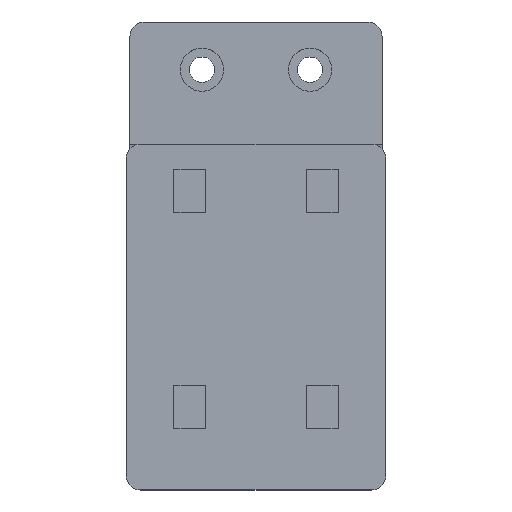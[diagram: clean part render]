
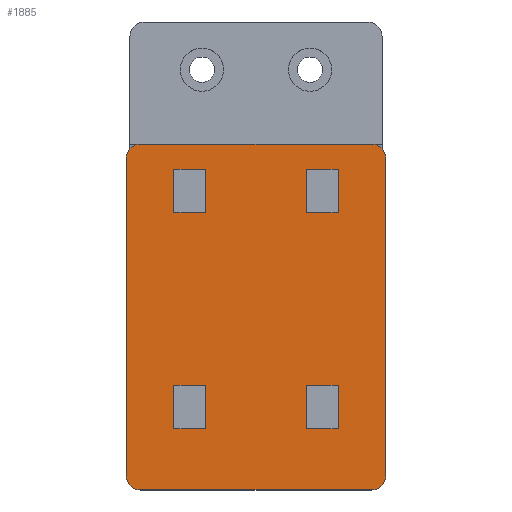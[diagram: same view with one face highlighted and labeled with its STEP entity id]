
A CAD part, top view. The second image highlights one B-rep face of the part: STEP entity #1885.
In plain terms, the highlighted planar face has unit normal (0, 0, 1).
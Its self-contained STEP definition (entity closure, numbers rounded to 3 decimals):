
#29=FACE_BOUND('',#179,.T.);
#30=FACE_BOUND('',#180,.T.);
#31=FACE_BOUND('',#181,.T.);
#32=FACE_BOUND('',#182,.T.);
#43=CIRCLE('',#1997,2.);
#44=CIRCLE('',#1998,2.);
#45=CIRCLE('',#1999,2.);
#46=CIRCLE('',#2000,2.);
#81=FACE_OUTER_BOUND('',#178,.T.);
#178=EDGE_LOOP('',(#1284,#1285,#1286,#1287,#1288,#1289,#1290,#1291));
#179=EDGE_LOOP('',(#1292,#1293,#1294,#1295));
#180=EDGE_LOOP('',(#1296,#1297,#1298,#1299));
#181=EDGE_LOOP('',(#1300,#1301,#1302,#1303));
#182=EDGE_LOOP('',(#1304,#1305,#1306,#1307));
#280=LINE('',#2618,#529);
#285=LINE('',#2629,#534);
#290=LINE('',#2639,#539);
#295=LINE('',#2650,#544);
#300=LINE('',#2661,#549);
#305=LINE('',#2671,#554);
#312=LINE('',#2685,#561);
#316=LINE('',#2696,#565);
#317=LINE('',#2700,#566);
#318=LINE('',#2704,#567);
#319=LINE('',#2707,#568);
#320=LINE('',#2709,#569);
#321=LINE('',#2710,#570);
#322=LINE('',#2712,#571);
#323=LINE('',#2714,#572);
#324=LINE('',#2715,#573);
#325=LINE('',#2717,#574);
#326=LINE('',#2718,#575);
#327=LINE('',#2720,#576);
#328=LINE('',#2721,#577);
#529=VECTOR('',#2116,10.);
#534=VECTOR('',#2123,10.);
#539=VECTOR('',#2132,10.);
#544=VECTOR('',#2139,10.);
#549=VECTOR('',#2146,10.);
#554=VECTOR('',#2155,10.);
#561=VECTOR('',#2166,10.);
#565=VECTOR('',#2174,10.);
#566=VECTOR('',#2177,10.);
#567=VECTOR('',#2180,10.);
#568=VECTOR('',#2183,10.);
#569=VECTOR('',#2184,10.);
#570=VECTOR('',#2185,10.);
#571=VECTOR('',#2186,10.);
#572=VECTOR('',#2187,10.);
#573=VECTOR('',#2188,10.);
#574=VECTOR('',#2189,10.);
#575=VECTOR('',#2190,10.);
#576=VECTOR('',#2191,10.);
#577=VECTOR('',#2192,10.);
#777=VERTEX_POINT('',#2614);
#779=VERTEX_POINT('',#2617);
#783=VERTEX_POINT('',#2626);
#784=VERTEX_POINT('',#2628);
#787=VERTEX_POINT('',#2638);
#790=VERTEX_POINT('',#2646);
#792=VERTEX_POINT('',#2649);
#796=VERTEX_POINT('',#2658);
#797=VERTEX_POINT('',#2660);
#800=VERTEX_POINT('',#2670);
#805=VERTEX_POINT('',#2684);
#808=VERTEX_POINT('',#2692);
#809=VERTEX_POINT('',#2693);
#810=VERTEX_POINT('',#2695);
#811=VERTEX_POINT('',#2697);
#812=VERTEX_POINT('',#2699);
#813=VERTEX_POINT('',#2701);
#814=VERTEX_POINT('',#2703);
#815=VERTEX_POINT('',#2705);
#816=VERTEX_POINT('',#2708);
#817=VERTEX_POINT('',#2711);
#818=VERTEX_POINT('',#2713);
#819=VERTEX_POINT('',#2716);
#820=VERTEX_POINT('',#2719);
#962=EDGE_CURVE('',#777,#779,#280,.T.);
#967=EDGE_CURVE('',#783,#784,#285,.T.);
#972=EDGE_CURVE('',#787,#779,#290,.T.);
#977=EDGE_CURVE('',#790,#792,#295,.T.);
#982=EDGE_CURVE('',#796,#797,#300,.T.);
#987=EDGE_CURVE('',#800,#797,#305,.T.);
#994=EDGE_CURVE('',#805,#792,#312,.T.);
#998=EDGE_CURVE('',#808,#809,#43,.T.);
#999=EDGE_CURVE('',#808,#810,#316,.T.);
#1000=EDGE_CURVE('',#811,#810,#44,.T.);
#1001=EDGE_CURVE('',#811,#812,#317,.T.);
#1002=EDGE_CURVE('',#813,#812,#45,.T.);
#1003=EDGE_CURVE('',#813,#814,#318,.T.);
#1004=EDGE_CURVE('',#815,#814,#46,.T.);
#1005=EDGE_CURVE('',#815,#809,#319,.T.);
#1006=EDGE_CURVE('',#777,#816,#320,.T.);
#1007=EDGE_CURVE('',#816,#787,#321,.T.);
#1008=EDGE_CURVE('',#783,#817,#322,.T.);
#1009=EDGE_CURVE('',#817,#818,#323,.T.);
#1010=EDGE_CURVE('',#818,#784,#324,.T.);
#1011=EDGE_CURVE('',#790,#819,#325,.T.);
#1012=EDGE_CURVE('',#819,#805,#326,.T.);
#1013=EDGE_CURVE('',#796,#820,#327,.T.);
#1014=EDGE_CURVE('',#820,#800,#328,.T.);
#1284=ORIENTED_EDGE('',*,*,#998,.F.);
#1285=ORIENTED_EDGE('',*,*,#999,.T.);
#1286=ORIENTED_EDGE('',*,*,#1000,.F.);
#1287=ORIENTED_EDGE('',*,*,#1001,.T.);
#1288=ORIENTED_EDGE('',*,*,#1002,.F.);
#1289=ORIENTED_EDGE('',*,*,#1003,.T.);
#1290=ORIENTED_EDGE('',*,*,#1004,.F.);
#1291=ORIENTED_EDGE('',*,*,#1005,.T.);
#1292=ORIENTED_EDGE('',*,*,#1006,.T.);
#1293=ORIENTED_EDGE('',*,*,#1007,.T.);
#1294=ORIENTED_EDGE('',*,*,#972,.T.);
#1295=ORIENTED_EDGE('',*,*,#962,.F.);
#1296=ORIENTED_EDGE('',*,*,#1008,.T.);
#1297=ORIENTED_EDGE('',*,*,#1009,.T.);
#1298=ORIENTED_EDGE('',*,*,#1010,.T.);
#1299=ORIENTED_EDGE('',*,*,#967,.F.);
#1300=ORIENTED_EDGE('',*,*,#1011,.T.);
#1301=ORIENTED_EDGE('',*,*,#1012,.T.);
#1302=ORIENTED_EDGE('',*,*,#994,.T.);
#1303=ORIENTED_EDGE('',*,*,#977,.F.);
#1304=ORIENTED_EDGE('',*,*,#1013,.T.);
#1305=ORIENTED_EDGE('',*,*,#1014,.T.);
#1306=ORIENTED_EDGE('',*,*,#987,.T.);
#1307=ORIENTED_EDGE('',*,*,#982,.F.);
#1802=PLANE('',#1996);
#1885=ADVANCED_FACE('',(#81,#29,#30,#31,#32),#1802,.F.);
#1996=AXIS2_PLACEMENT_3D('',#2691,#2170,#2171);
#1997=AXIS2_PLACEMENT_3D('',#2694,#2172,#2173);
#1998=AXIS2_PLACEMENT_3D('',#2698,#2175,#2176);
#1999=AXIS2_PLACEMENT_3D('',#2702,#2178,#2179);
#2000=AXIS2_PLACEMENT_3D('',#2706,#2181,#2182);
#2116=DIRECTION('',(0.,1.,0.));
#2123=DIRECTION('',(0.,1.,0.));
#2132=DIRECTION('',(1.,0.,0.));
#2139=DIRECTION('',(0.,-1.,0.));
#2146=DIRECTION('',(0.,-1.,0.));
#2155=DIRECTION('',(-1.,0.,0.));
#2166=DIRECTION('',(-1.,0.,0.));
#2170=DIRECTION('center_axis',(0.,0.,-1.));
#2171=DIRECTION('ref_axis',(0.,-1.,0.));
#2172=DIRECTION('center_axis',(0.,0.,-1.));
#2173=DIRECTION('ref_axis',(0.707,0.707,0.));
#2174=DIRECTION('',(-1.,0.,0.));
#2175=DIRECTION('center_axis',(0.,0.,-1.));
#2176=DIRECTION('ref_axis',(-0.707,0.707,0.));
#2177=DIRECTION('',(0.,-1.,0.));
#2178=DIRECTION('center_axis',(0.,0.,-1.));
#2179=DIRECTION('ref_axis',(-0.707,-0.707,0.));
#2180=DIRECTION('',(1.,0.,0.));
#2181=DIRECTION('center_axis',(0.,0.,-1.));
#2182=DIRECTION('ref_axis',(0.707,-0.707,0.));
#2183=DIRECTION('',(0.,1.,0.));
#2184=DIRECTION('',(-1.,0.,0.));
#2185=DIRECTION('',(0.,1.,0.));
#2186=DIRECTION('',(-1.,0.,0.));
#2187=DIRECTION('',(0.,1.,0.));
#2188=DIRECTION('',(1.,0.,0.));
#2189=DIRECTION('',(1.,0.,0.));
#2190=DIRECTION('',(0.,-1.,0.));
#2191=DIRECTION('',(1.,0.,0.));
#2192=DIRECTION('',(0.,-1.,0.));
#2614=CARTESIAN_POINT('',(29.4,-39.5,0.));
#2617=CARTESIAN_POINT('',(29.4,-33.5,0.));
#2618=CARTESIAN_POINT('',(29.4,-21.751,0.));
#2626=CARTESIAN_POINT('',(29.4,-9.5,0.));
#2628=CARTESIAN_POINT('',(29.4,-3.5,0.));
#2629=CARTESIAN_POINT('',(29.4,-21.751,0.));
#2638=CARTESIAN_POINT('',(27.,-33.5,0.));
#2639=CARTESIAN_POINT('',(23.125,-33.5,0.));
#2646=CARTESIAN_POINT('',(6.6,-33.5,0.));
#2649=CARTESIAN_POINT('',(6.6,-39.5,0.));
#2650=CARTESIAN_POINT('',(6.6,-21.754,0.));
#2658=CARTESIAN_POINT('',(6.6,-3.5,0.));
#2660=CARTESIAN_POINT('',(6.6,-9.5,0.));
#2661=CARTESIAN_POINT('',(6.6,-21.754,0.));
#2670=CARTESIAN_POINT('',(9.,-9.5,0.));
#2671=CARTESIAN_POINT('',(12.875,-9.5,0.));
#2684=CARTESIAN_POINT('',(9.,-39.5,0.));
#2685=CARTESIAN_POINT('',(12.875,-39.5,0.));
#2691=CARTESIAN_POINT('Origin',(18.,-24.,0.));
#2692=CARTESIAN_POINT('',(34.,0.,0.));
#2693=CARTESIAN_POINT('',(36.,-2.,0.));
#2694=CARTESIAN_POINT('Origin',(34.,-2.,0.));
#2695=CARTESIAN_POINT('',(2.,0.,0.));
#2696=CARTESIAN_POINT('',(18.,0.,0.));
#2697=CARTESIAN_POINT('',(0.,-2.,0.));
#2698=CARTESIAN_POINT('Origin',(2.,-2.,0.));
#2699=CARTESIAN_POINT('',(0.,-46.,0.));
#2700=CARTESIAN_POINT('',(0.,-24.,0.));
#2701=CARTESIAN_POINT('',(2.,-48.,0.));
#2702=CARTESIAN_POINT('Origin',(2.,-46.,0.));
#2703=CARTESIAN_POINT('',(34.,-48.,0.));
#2704=CARTESIAN_POINT('',(18.,-48.,0.));
#2705=CARTESIAN_POINT('',(36.,-46.,0.));
#2706=CARTESIAN_POINT('Origin',(34.,-46.,0.));
#2707=CARTESIAN_POINT('',(36.,-24.,0.));
#2708=CARTESIAN_POINT('',(27.,-39.5,0.));
#2709=CARTESIAN_POINT('',(23.125,-39.5,0.));
#2710=CARTESIAN_POINT('',(27.,-30.25,0.));
#2711=CARTESIAN_POINT('',(27.,-9.5,0.));
#2712=CARTESIAN_POINT('',(23.125,-9.5,0.));
#2713=CARTESIAN_POINT('',(27.,-3.5,0.));
#2714=CARTESIAN_POINT('',(27.,-15.25,0.));
#2715=CARTESIAN_POINT('',(23.125,-3.5,0.));
#2716=CARTESIAN_POINT('',(9.,-33.5,0.));
#2717=CARTESIAN_POINT('',(12.875,-33.5,0.));
#2718=CARTESIAN_POINT('',(9.,-30.25,0.));
#2719=CARTESIAN_POINT('',(9.,-3.5,0.));
#2720=CARTESIAN_POINT('',(12.875,-3.5,0.));
#2721=CARTESIAN_POINT('',(9.,-15.25,0.));
